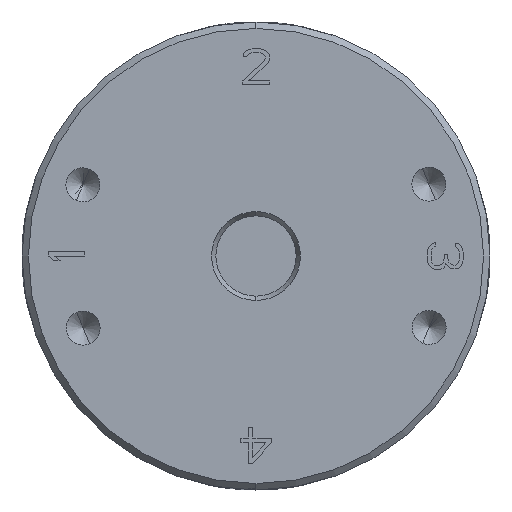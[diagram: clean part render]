
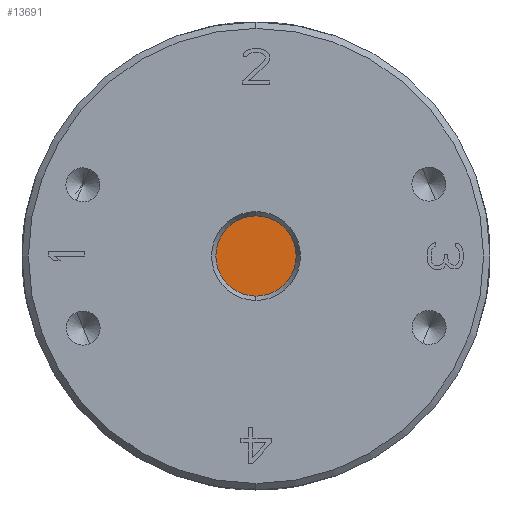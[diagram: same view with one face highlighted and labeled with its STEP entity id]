
A CAD part, left-side view. The second image highlights one B-rep face of the part: STEP entity #13691.
In plain terms, the highlighted planar face has unit normal (-1, 0, 0).
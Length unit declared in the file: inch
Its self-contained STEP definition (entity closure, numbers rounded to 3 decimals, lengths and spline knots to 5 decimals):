
#4976=CARTESIAN_POINT('',(3.283,0.,0.));
#4977=DIRECTION('',(1.,0.,0.));
#4978=DIRECTION('',(0.,0.,-1.));
#4979=AXIS2_PLACEMENT_3D('',#4976,#4977,#4978);
#4981=CARTESIAN_POINT('',(3.283,0.,0.));
#4982=DIRECTION('',(1.,0.,0.));
#4983=DIRECTION('',(0.,0.,1.));
#4984=AXIS2_PLACEMENT_3D('',#4981,#4982,#4983);
#6061=CARTESIAN_POINT('',(3.283,0.,-0.29041));
#6062=CARTESIAN_POINT('',(3.283,0.,0.29041));
#6063=VERTEX_POINT('',#6061);
#6064=VERTEX_POINT('',#6062);
#13681=CARTESIAN_POINT('',(3.283,0.,0.));
#13682=DIRECTION('',(1.,0.,0.));
#13683=DIRECTION('',(0.,0.,-1.));
#13684=AXIS2_PLACEMENT_3D('',#13681,#13682,#13683);
#13685=PLANE('',#13684);
#13687=ORIENTED_EDGE('',*,*,#13686,.T.);
#13688=ORIENTED_EDGE('',*,*,#13671,.T.);
#13689=EDGE_LOOP('',(#13687,#13688));
#13690=FACE_OUTER_BOUND('',#13689,.F.);
#4980=CIRCLE('',#4979,0.29041);
#4985=CIRCLE('',#4984,0.29041);
#13671=EDGE_CURVE('',#6064,#6063,#4985,.T.);
#13686=EDGE_CURVE('',#6063,#6064,#4980,.T.);
#13691=ADVANCED_FACE('',(#13690),#13685,.F.);
